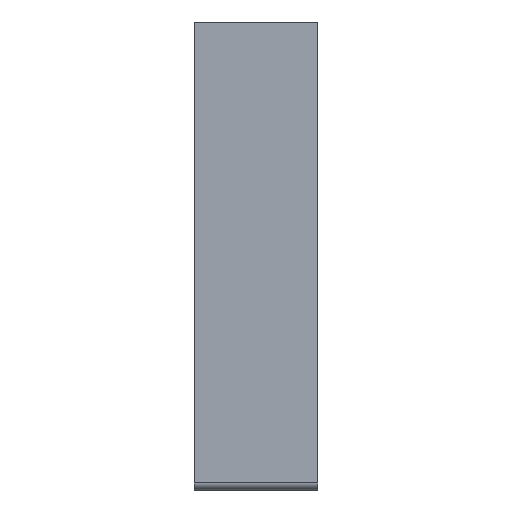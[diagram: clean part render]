
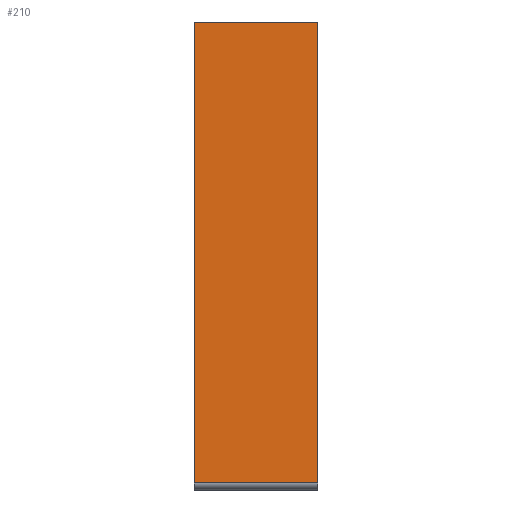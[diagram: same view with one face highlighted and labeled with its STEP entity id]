
A CAD part, front view. The second image highlights one B-rep face of the part: STEP entity #210.
In plain terms, the highlighted planar face has unit normal (0, -1, 0).
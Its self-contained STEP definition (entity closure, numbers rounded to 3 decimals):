
#4 = VERTEX_POINT ( 'NONE', #158 ) ;
#6 = FACE_OUTER_BOUND ( 'NONE', #350, .T. ) ;
#10 = VERTEX_POINT ( 'NONE', #268 ) ;
#46 = CARTESIAN_POINT ( 'NONE',  ( 0., -5., 380. ) ) ;
#50 = ORIENTED_EDGE ( 'NONE', *, *, #398, .T. ) ;
#57 = DIRECTION ( 'NONE',  ( 0., 0., -1. ) ) ;
#94 = CARTESIAN_POINT ( 'NONE',  ( 100., -5., 5.737 ) ) ;
#96 = LINE ( 'NONE', #397, #109 ) ;
#107 = ORIENTED_EDGE ( 'NONE', *, *, #285, .F. ) ;
#108 = AXIS2_PLACEMENT_3D ( 'NONE', #219, #441, #141 ) ;
#109 = VECTOR ( 'NONE', #169, 1000. ) ;
#129 = VECTOR ( 'NONE', #376, 1000. ) ;
#141 = DIRECTION ( 'NONE',  ( 0., 0., 1. ) ) ;
#153 = EDGE_CURVE ( 'NONE', #444, #10, #96, .T. ) ;
#158 = CARTESIAN_POINT ( 'NONE',  ( 0., -5., 5.737 ) ) ;
#169 = DIRECTION ( 'NONE',  ( 1., 0., 0. ) ) ;
#182 = LINE ( 'NONE', #328, #395 ) ;
#186 = VERTEX_POINT ( 'NONE', #94 ) ;
#210 = ADVANCED_FACE ( 'NONE', ( #6 ), #337, .F. ) ;
#219 = CARTESIAN_POINT ( 'NONE',  ( 0., -5., 380. ) ) ;
#243 = CARTESIAN_POINT ( 'NONE',  ( 0., -5., 5.737 ) ) ;
#268 = CARTESIAN_POINT ( 'NONE',  ( 100., -5., 380. ) ) ;
#280 = LINE ( 'NONE', #46, #129 ) ;
#285 = EDGE_CURVE ( 'NONE', #10, #186, #182, .T. ) ;
#306 = ORIENTED_EDGE ( 'NONE', *, *, #153, .F. ) ;
#310 = LINE ( 'NONE', #243, #437 ) ;
#328 = CARTESIAN_POINT ( 'NONE',  ( 100., -5., 380. ) ) ;
#337 = PLANE ( 'NONE',  #108 ) ;
#350 = EDGE_LOOP ( 'NONE', ( #50, #107, #306, #383 ) ) ;
#374 = EDGE_CURVE ( 'NONE', #444, #4, #280, .T. ) ;
#376 = DIRECTION ( 'NONE',  ( 0., 0., -1. ) ) ;
#378 = DIRECTION ( 'NONE',  ( 1., 0., 0. ) ) ;
#383 = ORIENTED_EDGE ( 'NONE', *, *, #374, .T. ) ;
#395 = VECTOR ( 'NONE', #57, 1000. ) ;
#397 = CARTESIAN_POINT ( 'NONE',  ( 0., -5., 380. ) ) ;
#398 = EDGE_CURVE ( 'NONE', #4, #186, #310, .T. ) ;
#437 = VECTOR ( 'NONE', #378, 1000. ) ;
#441 = DIRECTION ( 'NONE',  ( 0., 1., 0. ) ) ;
#444 = VERTEX_POINT ( 'NONE', #464 ) ;
#464 = CARTESIAN_POINT ( 'NONE',  ( 0., -5., 380. ) ) ;
